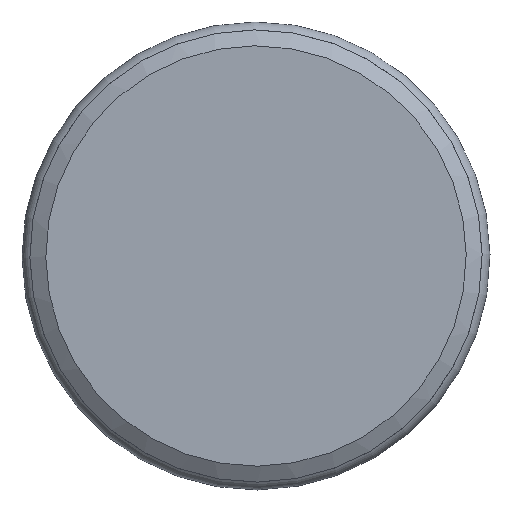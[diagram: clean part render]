
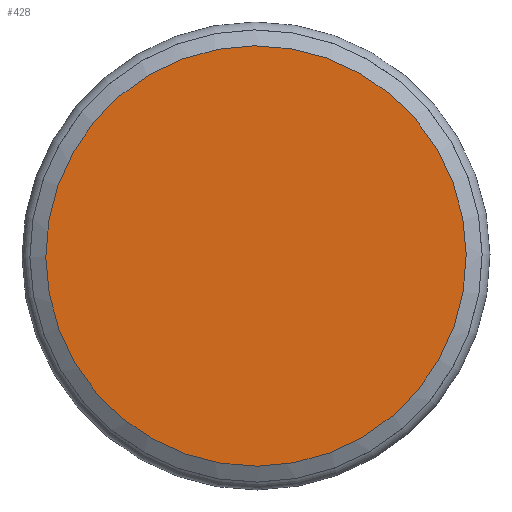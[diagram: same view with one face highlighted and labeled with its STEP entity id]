
A CAD part, front view. The second image highlights one B-rep face of the part: STEP entity #428.
In plain terms, the highlighted planar face has unit normal (0, -1, 0).
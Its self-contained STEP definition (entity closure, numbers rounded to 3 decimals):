
#99=FACE_OUTER_BOUND('',#127,.T.);
#127=EDGE_LOOP('',(#368));
#156=CIRCLE('',#504,26.5);
#194=VERTEX_POINT('',#816);
#251=EDGE_CURVE('',#194,#194,#156,.T.);
#368=ORIENTED_EDGE('',*,*,#251,.T.);
#379=PLANE('',#505);
#428=ADVANCED_FACE('',(#99),#379,.T.);
#504=AXIS2_PLACEMENT_3D('',#817,#626,#627);
#505=AXIS2_PLACEMENT_3D('',#819,#629,#630);
#626=DIRECTION('center_axis',(0.,-1.,0.));
#627=DIRECTION('ref_axis',(0.942,0.,-0.336));
#629=DIRECTION('center_axis',(0.,-1.,0.));
#630=DIRECTION('ref_axis',(-0.336,0.,-0.942));
#816=CARTESIAN_POINT('',(-24.961,0.,8.9));
#817=CARTESIAN_POINT('Origin',(0.,0.,0.));
#819=CARTESIAN_POINT('Origin',(23.731,0.,-8.461));
